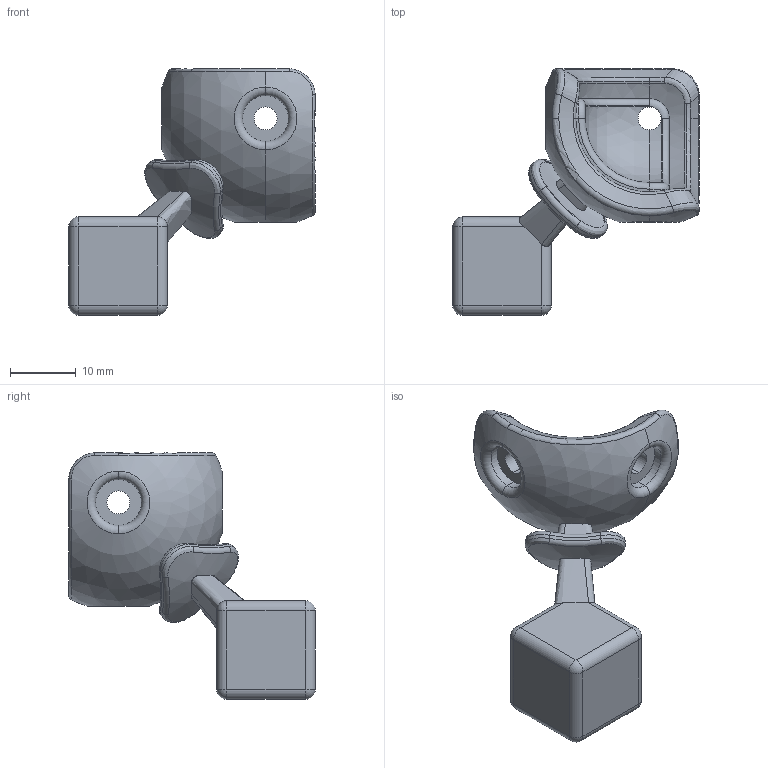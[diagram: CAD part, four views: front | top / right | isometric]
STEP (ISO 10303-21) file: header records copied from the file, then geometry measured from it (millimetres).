
FILE_DESCRIPTION (( 'STEP AP203' ), '1' );
FILE_NAME ('6.1.STEP', '2025-03-19T08:28:05', ( '' ), ( '' ), 'SwSTEP 2.0', 'SolidWorks 2023', '' );
FILE_SCHEMA (( 'CONFIG_CONTROL_DESIGN' ));
Length unit declared in the file: millimetre
Products named in the file (1): 6.1
Bounding box: 37.57 x 37.57 x 37.57 mm (x, y, z)
Volume: 8039.6 mm3; surface area: 4150 mm2
Topology: 1 solids, 1 shells, 123 faces, 297 edges, 169 vertices
Faces by surface type: torus 39, cylinder 31, bspline 19, sphere 15, plane 15, cone 4
Entity records: 5360 total; most frequent: CARTESIAN_POINT 2486, DIRECTION 636, ORIENTED_EDGE 576, AXIS2_PLACEMENT_3D 293, EDGE_CURVE 288, CIRCLE 188, VERTEX_POINT 169, EDGE_LOOP 131
